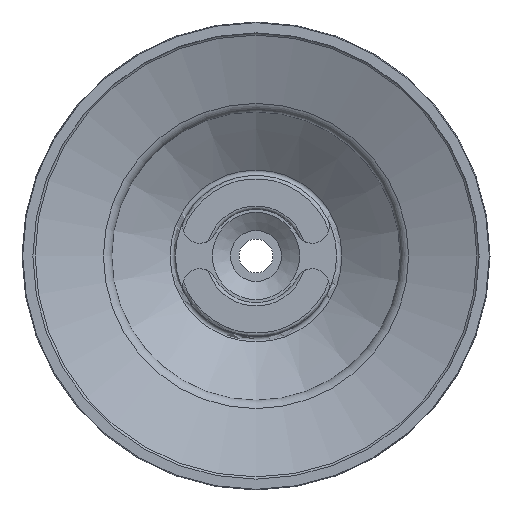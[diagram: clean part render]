
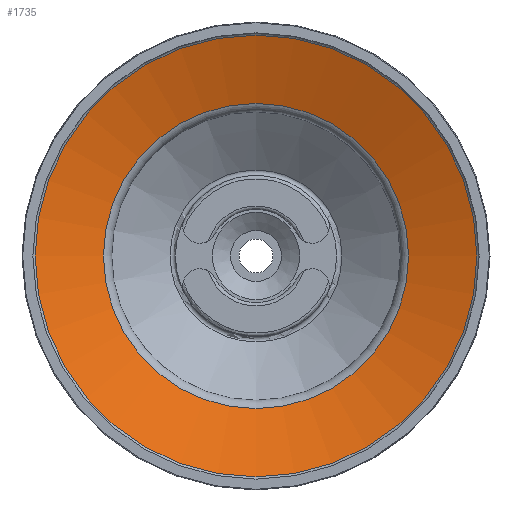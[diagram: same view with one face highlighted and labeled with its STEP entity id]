
A CAD part, front view. The second image highlights one B-rep face of the part: STEP entity #1735.
In plain terms, the highlighted conical face has half-angle 70 degrees and reference radius 26.037 mm.
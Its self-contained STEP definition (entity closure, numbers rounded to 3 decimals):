
#32=CONICAL_SURFACE('',#1879,26.037,1.222);
#319=ORIENTED_EDGE('',*,*,#607,.F.);
#320=ORIENTED_EDGE('',*,*,#606,.T.);
#606=EDGE_CURVE('',#744,#744,#828,.T.);
#607=EDGE_CURVE('',#745,#745,#829,.T.);
#744=VERTEX_POINT('',#2639);
#745=VERTEX_POINT('',#2642);
#828=CIRCLE('',#1878,26.037);
#829=CIRCLE('',#1880,17.987);
#911=EDGE_LOOP('',(#319));
#912=EDGE_LOOP('',(#320));
#1031=FACE_BOUND('',#911,.T.);
#1032=FACE_BOUND('',#912,.T.);
#1735=ADVANCED_FACE('',(#1031,#1032),#32,.F.);
#1878=AXIS2_PLACEMENT_3D('',#2638,#2165,#2166);
#1879=AXIS2_PLACEMENT_3D('',#2640,#2167,#2168);
#1880=AXIS2_PLACEMENT_3D('',#2641,#2169,#2170);
#2165=DIRECTION('',(0.,-1.,0.));
#2166=DIRECTION('',(0.,0.,-1.));
#2167=DIRECTION('',(0.,-1.,0.));
#2168=DIRECTION('',(0.,0.,-1.));
#2169=DIRECTION('',(0.,-1.,0.));
#2170=DIRECTION('',(0.,0.,-1.));
#2638=CARTESIAN_POINT('',(0.,0.761,0.));
#2639=CARTESIAN_POINT('',(0.,0.761,-26.037));
#2640=CARTESIAN_POINT('',(0.,0.761,0.));
#2641=CARTESIAN_POINT('',(0.,3.69,0.));
#2642=CARTESIAN_POINT('',(0.,3.69,-17.987));
